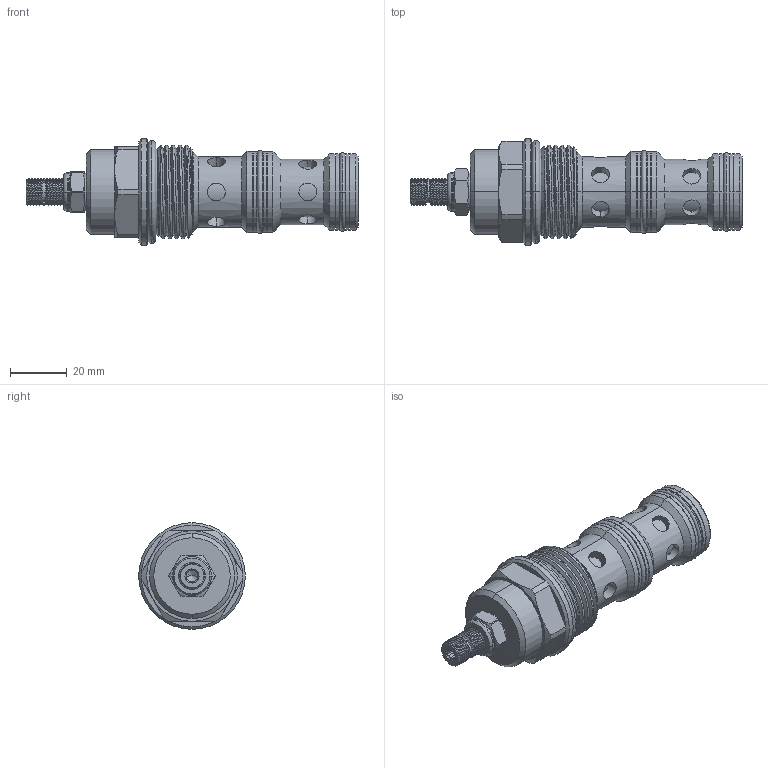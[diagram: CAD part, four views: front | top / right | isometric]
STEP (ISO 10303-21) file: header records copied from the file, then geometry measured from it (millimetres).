
FILE_DESCRIPTION (( 'STEP AP203' ), '1' );
FILE_NAME ('FR16W39-L.STEP', '2022-06-17T08:30:07', ( '' ), ( '' ), 'SwSTEP 2.0', 'SolidWorks 2018', '' );
FILE_SCHEMA (( 'CONFIG_CONTROL_DESIGN' ));
Length unit declared in the file: millimetre
Products named in the file (1): FR16W39-L
Bounding box: 117.14 x 37.6 x 37.6 mm (x, y, z)
Volume: 60804.5 mm3; surface area: 16666 mm2
Topology: 4 solids, 4 shells, 272 faces, 626 edges, 385 vertices
Faces by surface type: cylinder 135, plane 57, cone 43, torus 28, bspline 9
Entity records: 16897 total; most frequent: CARTESIAN_POINT 10959, ORIENTED_EDGE 1244, DIRECTION 1204, EDGE_CURVE 622, AXIS2_PLACEMENT_3D 500, VERTEX_POINT 385, EDGE_LOOP 303, ADVANCED_FACE 272
